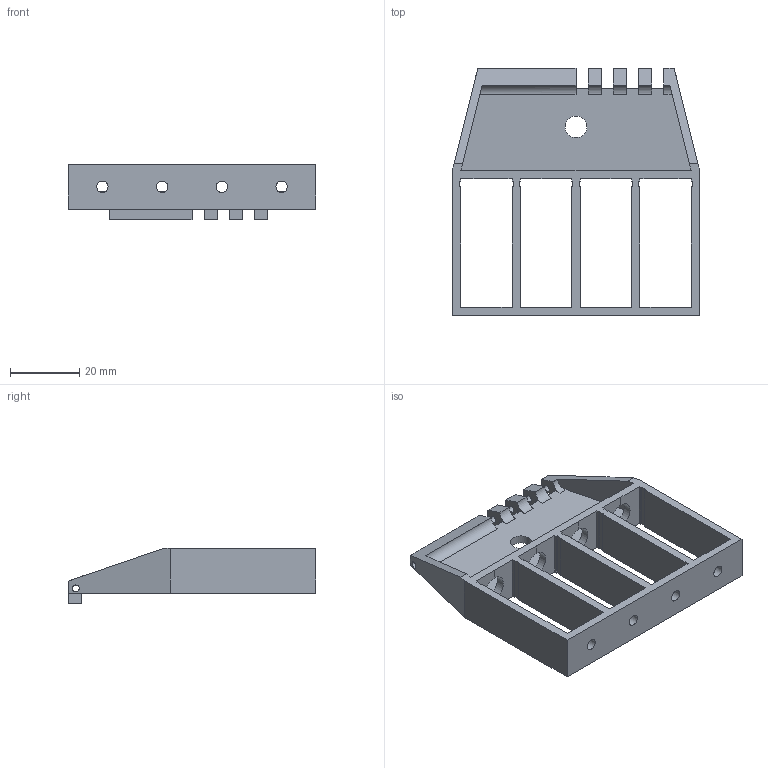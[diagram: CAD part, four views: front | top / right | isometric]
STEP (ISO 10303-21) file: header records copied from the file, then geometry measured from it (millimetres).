
FILE_DESCRIPTION(('FreeCAD Model'),'2;1');
FILE_NAME('Open CASCADE Shape Model','2023-06-07T23:05:50',(''),(''), 'Open CASCADE STEP processor 7.6','FreeCAD','Unknown');
FILE_SCHEMA(('AUTOMOTIVE_DESIGN { 1 0 10303 214 1 1 1 1 }'));
Length unit declared in the file: millimetre
Products named in the file (1): Body
Bounding box: 71.6 x 71.7 x 16 mm (x, y, z)
Volume: 15790.7 mm3; surface area: 15215.1 mm2
Topology: 1 solids, 1 shells, 126 faces, 384 edges, 256 vertices
Faces by surface type: plane 107, cylinder 19
Full cylindrical faces by diameter (mm): 2 x5, 3.3 x4, 6.3 x1, 7.5 x4
Entity records: 9437 total; most frequent: CARTESIAN_POINT 1691, DIRECTION 1431, LINE 1056, VECTOR 1056, ORIENTED_EDGE 768, PCURVE 768, DEFINITIONAL_REPRESENTATION 768, EDGE_CURVE 384
